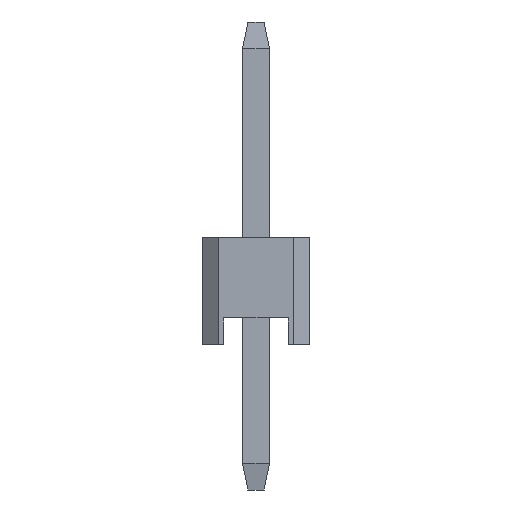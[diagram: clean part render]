
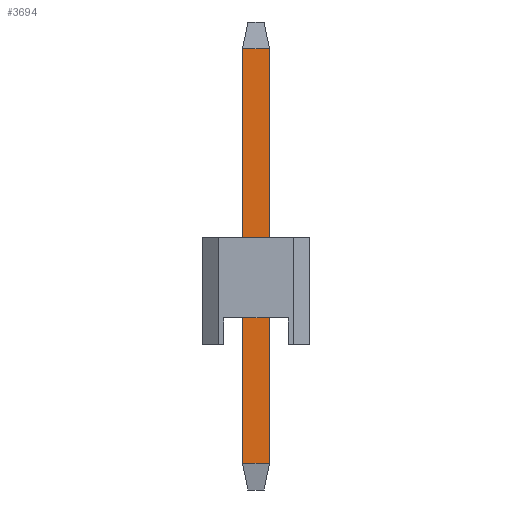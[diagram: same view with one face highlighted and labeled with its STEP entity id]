
A CAD part, left-side view. The second image highlights one B-rep face of the part: STEP entity #3694.
In plain terms, the highlighted planar face has unit normal (-1, 0, 0).
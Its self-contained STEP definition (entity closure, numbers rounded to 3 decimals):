
#48=FACE_OUTER_BOUND('',#264,.T.);
#264=EDGE_LOOP('',(#2421,#2422,#2423,#2424));
#499=LINE('',#5124,#1029);
#500=LINE('',#5126,#1030);
#501=LINE('',#5128,#1031);
#502=LINE('',#5129,#1032);
#1029=VECTOR('',#4157,10.);
#1030=VECTOR('',#4158,10.);
#1031=VECTOR('',#4159,10.);
#1032=VECTOR('',#4160,10.);
#1559=VERTEX_POINT('',#5122);
#1560=VERTEX_POINT('',#5123);
#1561=VERTEX_POINT('',#5125);
#1562=VERTEX_POINT('',#5127);
#1891=EDGE_CURVE('',#1559,#1560,#499,.T.);
#1892=EDGE_CURVE('',#1561,#1559,#500,.T.);
#1893=EDGE_CURVE('',#1562,#1561,#501,.T.);
#1894=EDGE_CURVE('',#1560,#1562,#502,.T.);
#2421=ORIENTED_EDGE('',*,*,#1891,.F.);
#2422=ORIENTED_EDGE('',*,*,#1892,.F.);
#2423=ORIENTED_EDGE('',*,*,#1893,.F.);
#2424=ORIENTED_EDGE('',*,*,#1894,.F.);
#3478=PLANE('',#3932);
#3694=ADVANCED_FACE('',(#48),#3478,.T.);
#3932=AXIS2_PLACEMENT_3D('',#5121,#4155,#4156);
#4155=DIRECTION('center_axis',(-1.,0.,0.));
#4156=DIRECTION('ref_axis',(0.,1.,0.));
#4157=DIRECTION('',(0.,-1.,0.));
#4158=DIRECTION('',(0.,0.,1.));
#4159=DIRECTION('',(0.,1.,0.));
#4160=DIRECTION('',(0.,0.,-1.));
#5121=CARTESIAN_POINT('Origin',(-0.25,119.04,6.34));
#5122=CARTESIAN_POINT('',(-0.25,120.25,5.51));
#5123=CARTESIAN_POINT('',(-0.25,119.75,5.51));
#5124=CARTESIAN_POINT('',(-0.25,120.25,5.51));
#5125=CARTESIAN_POINT('',(-0.25,120.25,-2.19));
#5126=CARTESIAN_POINT('',(-0.25,120.25,-2.19));
#5127=CARTESIAN_POINT('',(-0.25,119.75,-2.19));
#5128=CARTESIAN_POINT('',(-0.25,119.75,-2.19));
#5129=CARTESIAN_POINT('',(-0.25,119.75,5.51));
